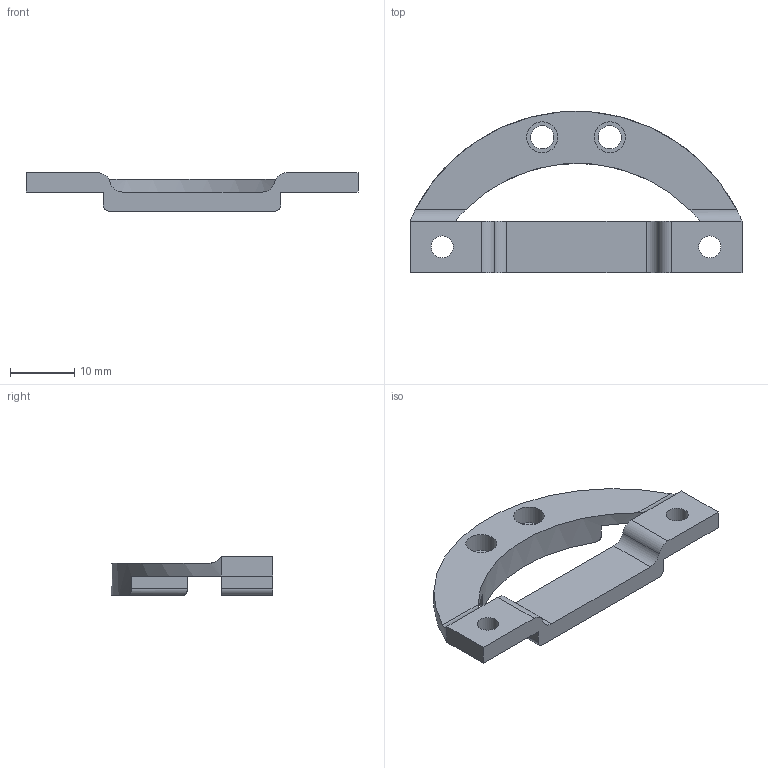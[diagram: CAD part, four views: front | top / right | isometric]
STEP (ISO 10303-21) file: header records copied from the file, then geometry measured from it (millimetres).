
FILE_DESCRIPTION(/* description */ (''),/* implementation_level */ '2;1');
FILE_NAME(/* name */ 'mount v7.step',/* time_stamp */ '2026-01-06T16:49:02-05:00',/* author */ (''),/* organization */ (''),/* preprocessor_version */ 'ST-DEVELOPER v20.1',/* originating_system */ 'Autodesk Translation Framework v14.21.0.0',/* authorisation */ '');
FILE_SCHEMA (('AUTOMOTIVE_DESIGN { 1 0 10303 214 3 1 1 }'));
Length unit declared in the file: millimetre
Products named in the file (1): mount
Bounding box: 51.5 x 25.03 x 6 mm (x, y, z)
Volume: 2515.9 mm3; surface area: 2562.3 mm2
Topology: 1 solids, 1 shells, 36 faces, 98 edges, 64 vertices
Faces by surface type: cylinder 18, plane 18
Full cylindrical faces by diameter (mm): 3.4 x2, 3.6 x2, 4.8 x2
Entity records: 1243 total; most frequent: CARTESIAN_POINT 263, ORIENTED_EDGE 196, DIRECTION 196, EDGE_CURVE 98, AXIS2_PLACEMENT_3D 69, VERTEX_POINT 64, LINE 58, VECTOR 58
